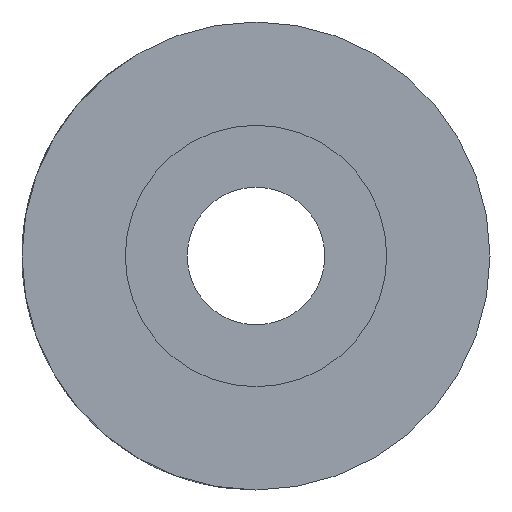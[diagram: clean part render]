
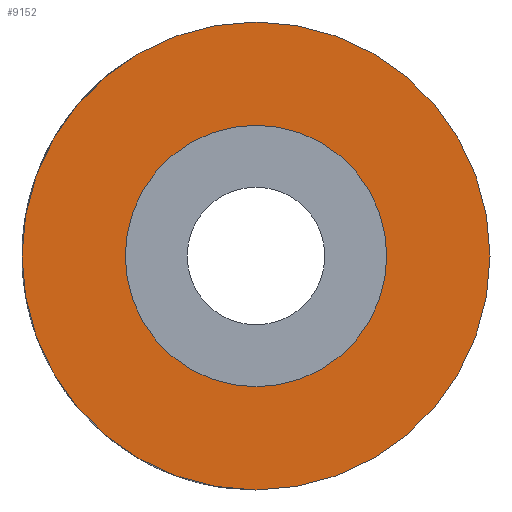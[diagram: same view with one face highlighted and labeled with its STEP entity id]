
A CAD part, left-side view. The second image highlights one B-rep face of the part: STEP entity #9152.
In plain terms, the highlighted planar face has unit normal (-1, 0, 0).
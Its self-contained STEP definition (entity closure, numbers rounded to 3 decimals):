
#200 = CARTESIAN_POINT ( 'NONE',  ( 0., 0., -8.5 ) ) ;
#652 = EDGE_CURVE ( 'NONE', #743, #5528, #4178, .T. ) ;
#743 = VERTEX_POINT ( 'NONE', #2301 ) ;
#865 = CIRCLE ( 'NONE', #5790, 8.5 ) ;
#1088 = ORIENTED_EDGE ( 'NONE', *, *, #9399, .F. ) ;
#1716 = FACE_OUTER_BOUND ( 'NONE', #8390, .T. ) ;
#1830 = EDGE_LOOP ( 'NONE', ( #5663, #1088 ) ) ;
#1910 = CARTESIAN_POINT ( 'NONE',  ( 0., 0., 0. ) ) ;
#1960 = DIRECTION ( 'NONE',  ( 0., 0., 1. ) ) ;
#2301 = CARTESIAN_POINT ( 'NONE',  ( 0., 0., 4.75 ) ) ;
#2889 = DIRECTION ( 'NONE',  ( 0., 0., -1. ) ) ;
#3150 = EDGE_CURVE ( 'NONE', #6655, #3162, #865, .T. ) ;
#3162 = VERTEX_POINT ( 'NONE', #4203 ) ;
#3438 = EDGE_CURVE ( 'NONE', #3162, #6655, #8799, .T. ) ;
#4100 = DIRECTION ( 'NONE',  ( 0., 0., -1. ) ) ;
#4178 = CIRCLE ( 'NONE', #5278, 4.75 ) ;
#4203 = CARTESIAN_POINT ( 'NONE',  ( 0., 0., 8.5 ) ) ;
#4946 = DIRECTION ( 'NONE',  ( -1., 0., 0. ) ) ;
#5278 = AXIS2_PLACEMENT_3D ( 'NONE', #6231, #6032, #9048 ) ;
#5305 = AXIS2_PLACEMENT_3D ( 'NONE', #1910, #4946, #7967 ) ;
#5326 = CARTESIAN_POINT ( 'NONE',  ( 0., 0., -4.75 ) ) ;
#5457 = AXIS2_PLACEMENT_3D ( 'NONE', #7675, #7870, #4100 ) ;
#5528 = VERTEX_POINT ( 'NONE', #5326 ) ;
#5663 = ORIENTED_EDGE ( 'NONE', *, *, #652, .F. ) ;
#5741 = CARTESIAN_POINT ( 'NONE',  ( 0., 0., 0. ) ) ;
#5790 = AXIS2_PLACEMENT_3D ( 'NONE', #5741, #6581, #1960 ) ;
#5926 = CIRCLE ( 'NONE', #8624, 4.75 ) ;
#6032 = DIRECTION ( 'NONE',  ( -1., 0., 0. ) ) ;
#6231 = CARTESIAN_POINT ( 'NONE',  ( 0., 0., 0. ) ) ;
#6291 = FACE_BOUND ( 'NONE', #1830, .T. ) ;
#6581 = DIRECTION ( 'NONE',  ( -1., 0., 0. ) ) ;
#6655 = VERTEX_POINT ( 'NONE', #200 ) ;
#6742 = ORIENTED_EDGE ( 'NONE', *, *, #3150, .T. ) ;
#7509 = DIRECTION ( 'NONE',  ( -1., 0., 0. ) ) ;
#7675 = CARTESIAN_POINT ( 'NONE',  ( 0., 0., 0. ) ) ;
#7870 = DIRECTION ( 'NONE',  ( 1., 0., 0. ) ) ;
#7967 = DIRECTION ( 'NONE',  ( 0., 0., 1. ) ) ;
#8390 = EDGE_LOOP ( 'NONE', ( #9129, #6742 ) ) ;
#8614 = PLANE ( 'NONE',  #5457 ) ;
#8624 = AXIS2_PLACEMENT_3D ( 'NONE', #9042, #7509, #2889 ) ;
#8799 = CIRCLE ( 'NONE', #5305, 8.5 ) ;
#9042 = CARTESIAN_POINT ( 'NONE',  ( 0., 0., 0. ) ) ;
#9048 = DIRECTION ( 'NONE',  ( 0., 0., -1. ) ) ;
#9129 = ORIENTED_EDGE ( 'NONE', *, *, #3438, .T. ) ;
#9152 = ADVANCED_FACE ( 'NONE', ( #6291, #1716 ), #8614, .F. ) ;
#9399 = EDGE_CURVE ( 'NONE', #5528, #743, #5926, .T. ) ;
